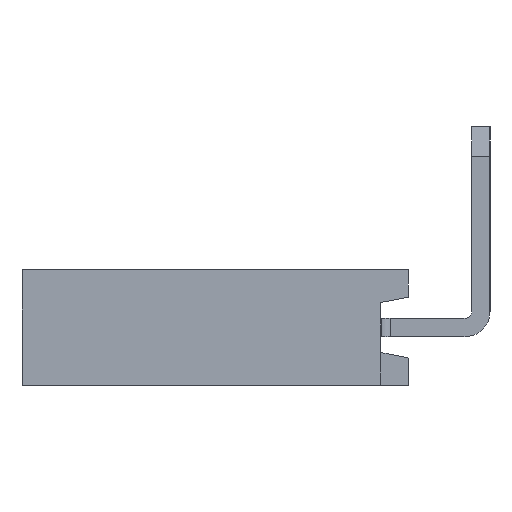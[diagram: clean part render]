
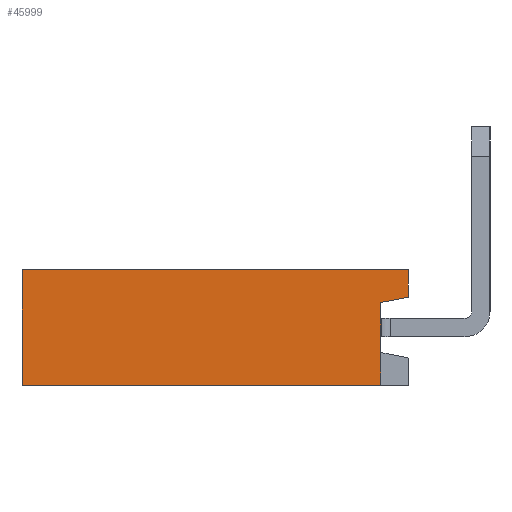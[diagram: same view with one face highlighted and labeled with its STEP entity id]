
A CAD part, left-side view. The second image highlights one B-rep face of the part: STEP entity #45999.
In plain terms, the highlighted planar face has unit normal (-1, 0, 0).
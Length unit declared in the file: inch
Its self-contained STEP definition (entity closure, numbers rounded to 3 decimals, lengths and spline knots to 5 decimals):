
#403 = DIRECTION ( 'NONE',  ( 0., 0., 1. ) ) ;
#1075 = LINE ( 'NONE', #4892, #28651 ) ;
#2838 = CARTESIAN_POINT ( 'NONE',  ( 0., 0.02362, -0.0811 ) ) ;
#3054 = VERTEX_POINT ( 'NONE', #10868 ) ;
#3199 = CARTESIAN_POINT ( 'NONE',  ( 0., 0.33465, 0. ) ) ;
#3632 = ORIENTED_EDGE ( 'NONE', *, *, #44523, .T. ) ;
#3807 = ORIENTED_EDGE ( 'NONE', *, *, #33052, .T. ) ;
#4892 = CARTESIAN_POINT ( 'NONE',  ( 0., 0.02362, -0.204 ) ) ;
#5025 = CARTESIAN_POINT ( 'NONE',  ( 0., 0.02573, -0.02877 ) ) ;
#5447 = LINE ( 'NONE', #5025, #42409 ) ;
#5806 = VERTEX_POINT ( 'NONE', #40350 ) ;
#7596 = CARTESIAN_POINT ( 'NONE',  ( 0., -0.00669, -0.204 ) ) ;
#9661 = ORIENTED_EDGE ( 'NONE', *, *, #35821, .T. ) ;
#9676 = CARTESIAN_POINT ( 'NONE',  ( 0., 0., 0.004 ) ) ;
#10679 = ORIENTED_EDGE ( 'NONE', *, *, #42644, .T. ) ;
#10868 = CARTESIAN_POINT ( 'NONE',  ( 0., 0., -0.02362 ) ) ;
#10995 = LINE ( 'NONE', #19202, #39467 ) ;
#11360 = CARTESIAN_POINT ( 'NONE',  ( 0., 0.02362, -0.1 ) ) ;
#12393 = DIRECTION ( 'NONE',  ( 0., 1., 0. ) ) ;
#14712 = VERTEX_POINT ( 'NONE', #3199 ) ;
#14917 = CARTESIAN_POINT ( 'NONE',  ( 0., 0.02362, -0.07165 ) ) ;
#15805 = DIRECTION ( 'NONE',  ( 0., 0., 1. ) ) ;
#16675 = ORIENTED_EDGE ( 'NONE', *, *, #28658, .T. ) ;
#18882 = EDGE_LOOP ( 'NONE', ( #16675, #35871, #23647, #9661, #3807, #3632, #10679 ) ) ;
#19202 = CARTESIAN_POINT ( 'NONE',  ( 0., 0.33465, 0.004 ) ) ;
#20823 = CARTESIAN_POINT ( 'NONE',  ( 0., 0.02362, -0.09055 ) ) ;
#21569 = LINE ( 'NONE', #37353, #38296 ) ;
#22038 = DIRECTION ( 'NONE',  ( -1., 0., 0. ) ) ;
#22779 = DIRECTION ( 'NONE',  ( 0., 0., 1. ) ) ;
#23647 = ORIENTED_EDGE ( 'NONE', *, *, #31839, .F. ) ;
#24194 = EDGE_CURVE ( 'NONE', #29892, #14712, #10995, .T. ) ;
#24476 = VERTEX_POINT ( 'NONE', #38649 ) ;
#24726 = VERTEX_POINT ( 'NONE', #14917 ) ;
#27373 = LINE ( 'NONE', #11360, #36853 ) ;
#27418 = CARTESIAN_POINT ( 'NONE',  ( 0., 0.33465, -0.1 ) ) ;
#27972 = CARTESIAN_POINT ( 'NONE',  ( 0., 0.02362, -0.07165 ) ) ;
#28651 = VECTOR ( 'NONE', #33569, 39.37008 ) ;
#28658 = EDGE_CURVE ( 'NONE', #24476, #14712, #21569, .T. ) ;
#29027 = PLANE ( 'NONE',  #32055 ) ;
#29892 = VERTEX_POINT ( 'NONE', #27418 ) ;
#31839 = EDGE_CURVE ( 'NONE', #44869, #29892, #27373, .T. ) ;
#32055 = AXIS2_PLACEMENT_3D ( 'NONE', #7596, #22038, #403 ) ;
#32420 = CARTESIAN_POINT ( 'NONE',  ( 0., 0.02362, -0.1 ) ) ;
#33052 = EDGE_CURVE ( 'NONE', #24726, #5806, #1075, .T. ) ;
#33569 = DIRECTION ( 'NONE',  ( 0., 0., 1. ) ) ;
#35821 = EDGE_CURVE ( 'NONE', #44869, #24726, #45070, .T. ) ;
#35871 = ORIENTED_EDGE ( 'NONE', *, *, #24194, .F. ) ;
#36853 = VECTOR ( 'NONE', #39899, 39.37008 ) ;
#37353 = CARTESIAN_POINT ( 'NONE',  ( 0., -0.00669, 0. ) ) ;
#38064 = VECTOR ( 'NONE', #15805, 39.37008 ) ;
#38296 = VECTOR ( 'NONE', #12393, 39.37008 ) ;
#38649 = CARTESIAN_POINT ( 'NONE',  ( 0., 0., 0. ) ) ;
#39180 = LINE ( 'NONE', #9676, #38064 ) ;
#39467 = VECTOR ( 'NONE', #22779, 39.37008 ) ;
#39899 = DIRECTION ( 'NONE',  ( 0., 1., 0. ) ) ;
#40121 = FACE_OUTER_BOUND ( 'NONE', #18882, .T. ) ;
#40350 = CARTESIAN_POINT ( 'NONE',  ( 0., 0.02362, -0.02835 ) ) ;
#40854 = DIRECTION ( 'NONE',  ( 0., -0.981, 0.196 ) ) ;
#42409 = VECTOR ( 'NONE', #40854, 39.37008 ) ;
#42644 = EDGE_CURVE ( 'NONE', #3054, #24476, #39180, .T. ) ;
#44523 = EDGE_CURVE ( 'NONE', #5806, #3054, #5447, .T. ) ;
#44869 = VERTEX_POINT ( 'NONE', #32420 ) ;
#45070 = B_SPLINE_CURVE_WITH_KNOTS ( 'NONE', 3,
 ( #45729, #20823, #2838, #27972 ),
 .UNSPECIFIED., .F., .F.,
 ( 4, 4 ),
 ( 0., 1. ),
 .UNSPECIFIED. ) ;
#45729 = CARTESIAN_POINT ( 'NONE',  ( 0., 0.02362, -0.1 ) ) ;
#45999 = ADVANCED_FACE ( 'NONE', ( #40121 ), #29027, .T. ) ;
